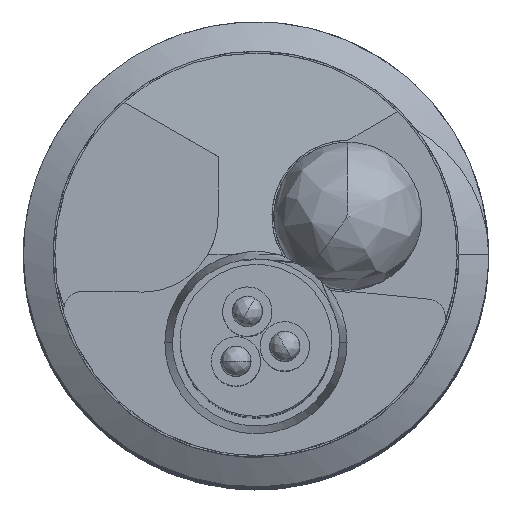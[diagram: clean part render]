
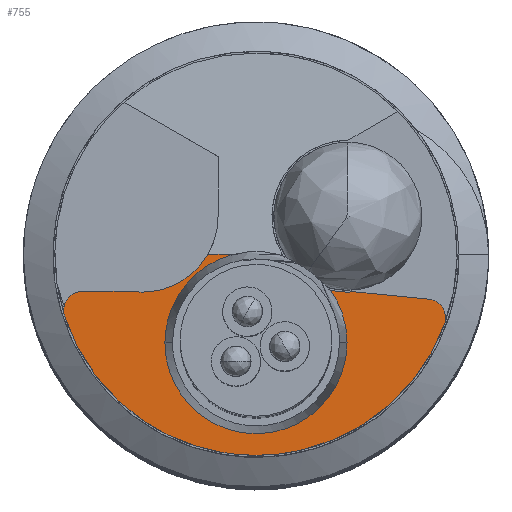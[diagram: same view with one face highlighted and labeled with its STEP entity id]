
A CAD part, top view. The second image highlights one B-rep face of the part: STEP entity #755.
In plain terms, the highlighted free-form (B-spline) face has degree [1, 1] with [2, 2] control points.
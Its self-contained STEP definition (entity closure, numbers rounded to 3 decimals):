
#127=CARTESIAN_POINT('',(-1.268,0.,58.77));
#128=VERTEX_POINT('',#127);
#136=CARTESIAN_POINT('',(-0.575,0.,58.77));
#137=VERTEX_POINT('',#136);
#138=CARTESIAN_POINT('',(-1.268,0.,58.77));
#139=CARTESIAN_POINT('',(-0.575,0.,58.77));
#140=B_SPLINE_CURVE_WITH_KNOTS('',1,(#138,#139),.POLYLINE_FORM.,.F.,.U.,(2,2),(0.,1.),.UNSPECIFIED.);
#141=EDGE_CURVE('',#128,#137,#140,.T.);
#181=CARTESIAN_POINT('',(1.961,-0.947,58.77));
#182=VERTEX_POINT('',#181);
#233=CARTESIAN_POINT('',(-2.4,-2.33,58.77));
#234=VERTEX_POINT('',#233);
#235=CARTESIAN_POINT('',(-0.575,0.,58.77));
#236=CARTESIAN_POINT('',(-2.4,-0.451,58.77));
#237=CARTESIAN_POINT('',(-2.4,-2.33,58.77));
#238=(BOUNDED_CURVE()B_SPLINE_CURVE(2,(#235,#236,#237),.CIRCULAR_ARC.,.F.,.U.)B_SPLINE_CURVE_WITH_KNOTS((3,3),(0.,1.),.UNSPECIFIED.)CURVE()GEOMETRIC_REPRESENTATION_ITEM()RATIONAL_B_SPLINE_CURVE((1.,0.787,1.))REPRESENTATION_ITEM(''));
#239=EDGE_CURVE('',#137,#234,#238,.T.);
#258=CARTESIAN_POINT('',(2.4,-2.33,58.77));
#259=VERTEX_POINT('',#258);
#265=CARTESIAN_POINT('',(2.4,-2.33,58.77));
#266=CARTESIAN_POINT('',(2.4,-1.569,58.77));
#267=CARTESIAN_POINT('',(1.961,-0.947,58.77));
#268=(BOUNDED_CURVE()B_SPLINE_CURVE(2,(#265,#266,#267),.CIRCULAR_ARC.,.F.,.U.)B_SPLINE_CURVE_WITH_KNOTS((3,3),(0.,1.),.UNSPECIFIED.)CURVE()GEOMETRIC_REPRESENTATION_ITEM()RATIONAL_B_SPLINE_CURVE((1.,0.953,1.))REPRESENTATION_ITEM(''));
#269=EDGE_CURVE('',#259,#182,#268,.T.);
#609=CARTESIAN_POINT('',(4.964,-1.856,58.77));
#610=VERTEX_POINT('',#609);
#611=CARTESIAN_POINT('',(0.,-5.3,58.77));
#612=VERTEX_POINT('',#611);
#613=CARTESIAN_POINT('',(4.964,-1.856,58.77));
#614=CARTESIAN_POINT('',(3.677,-5.3,58.77));
#615=CARTESIAN_POINT('',(0.,-5.3,58.77));
#616=(BOUNDED_CURVE()B_SPLINE_CURVE(2,(#613,#614,#615),.CIRCULAR_ARC.,.F.,.U.)B_SPLINE_CURVE_WITH_KNOTS((3,3),(0.,1.),.UNSPECIFIED.)CURVE()GEOMETRIC_REPRESENTATION_ITEM()RATIONAL_B_SPLINE_CURVE((1.,0.822,1.))REPRESENTATION_ITEM(''));
#617=EDGE_CURVE('',#610,#612,#616,.T.);
#673=CARTESIAN_POINT('',(4.545,-1.184,58.77));
#674=VERTEX_POINT('',#673);
#680=CARTESIAN_POINT('',(4.545,-1.184,58.77));
#681=CARTESIAN_POINT('',(4.79,-1.208,58.77));
#682=CARTESIAN_POINT('',(4.92,-1.417,58.77));
#683=CARTESIAN_POINT('',(5.05,-1.626,58.77));
#684=CARTESIAN_POINT('',(4.964,-1.856,58.77));
#685=(BOUNDED_CURVE()B_SPLINE_CURVE(2,(#680,#681,#682,#683,#684),.CIRCULAR_ARC.,.F.,.U.)B_SPLINE_CURVE_WITH_KNOTS((3,2,3),(0.,0.5,1.),.UNSPECIFIED.)CURVE()GEOMETRIC_REPRESENTATION_ITEM()RATIONAL_B_SPLINE_CURVE((1.,0.897,1.,0.897,1.))REPRESENTATION_ITEM(''));
#686=EDGE_CURVE('',#674,#610,#685,.T.);
#691=CARTESIAN_POINT('',(-14.119,14.119,58.77));
#692=CARTESIAN_POINT('',(14.119,14.119,58.77));
#693=CARTESIAN_POINT('',(-14.119,-14.119,58.77));
#694=CARTESIAN_POINT('',(14.119,-14.119,58.77));
#695=B_SPLINE_SURFACE_WITH_KNOTS('',1,1,((#691,#692),(#693,#694)),.PLANE_SURF.,.F.,.F.,.U.,(2,2),(2,2),(0.,1.),(0.,1.),.UNSPECIFIED.);
#696=ORIENTED_EDGE('',*,*,#239,.F.);
#697=ORIENTED_EDGE('',*,*,#141,.F.);
#698=CARTESIAN_POINT('',(-3.289,-0.979,58.77));
#699=VERTEX_POINT('',#698);
#700=CARTESIAN_POINT('',(-1.268,0.,58.77));
#701=CARTESIAN_POINT('',(-1.947,-1.175,58.77));
#702=CARTESIAN_POINT('',(-3.289,-0.979,58.77));
#703=(BOUNDED_CURVE()B_SPLINE_CURVE(2,(#700,#701,#702),.CIRCULAR_ARC.,.F.,.U.)B_SPLINE_CURVE_WITH_KNOTS((3,3),(0.,1.),.UNSPECIFIED.)CURVE()GEOMETRIC_REPRESENTATION_ITEM()RATIONAL_B_SPLINE_CURVE((1.,0.827,1.))REPRESENTATION_ITEM(''));
#704=EDGE_CURVE('',#128,#699,#703,.T.);
#705=ORIENTED_EDGE('',*,*,#704,.T.);
#706=CARTESIAN_POINT('',(-4.566,-0.979,58.77));
#707=VERTEX_POINT('',#706);
#708=CARTESIAN_POINT('',(-3.289,-0.979,58.77));
#709=CARTESIAN_POINT('',(-4.566,-0.979,58.77));
#710=B_SPLINE_CURVE_WITH_KNOTS('',1,(#708,#709),.POLYLINE_FORM.,.F.,.U.,(2,2),(0.,1.),.UNSPECIFIED.);
#711=EDGE_CURVE('',#699,#707,#710,.T.);
#712=ORIENTED_EDGE('',*,*,#711,.T.);
#713=CARTESIAN_POINT('',(-5.042,-1.633,58.77));
#714=VERTEX_POINT('',#713);
#715=CARTESIAN_POINT('',(-4.566,-0.979,58.77));
#716=CARTESIAN_POINT('',(-4.821,-0.979,58.77));
#717=CARTESIAN_POINT('',(-4.971,-1.185,58.77));
#718=CARTESIAN_POINT('',(-5.121,-1.391,58.77));
#719=CARTESIAN_POINT('',(-5.042,-1.633,58.77));
#720=(BOUNDED_CURVE()B_SPLINE_CURVE(2,(#715,#716,#717,#718,#719),.CIRCULAR_ARC.,.F.,.U.)B_SPLINE_CURVE_WITH_KNOTS((3,2,3),(0.,0.5,1.),.UNSPECIFIED.)CURVE()GEOMETRIC_REPRESENTATION_ITEM()RATIONAL_B_SPLINE_CURVE((1.,0.891,1.,0.891,1.))REPRESENTATION_ITEM(''));
#721=EDGE_CURVE('',#707,#714,#720,.T.);
#722=ORIENTED_EDGE('',*,*,#721,.T.);
#723=CARTESIAN_POINT('',(-5.042,-1.633,58.77));
#724=CARTESIAN_POINT('',(-3.855,-5.3,58.77));
#725=CARTESIAN_POINT('',(0.,-5.3,58.77));
#726=(BOUNDED_CURVE()B_SPLINE_CURVE(2,(#723,#724,#725),.CIRCULAR_ARC.,.F.,.U.)B_SPLINE_CURVE_WITH_KNOTS((3,3),(0.,1.),.UNSPECIFIED.)CURVE()GEOMETRIC_REPRESENTATION_ITEM()RATIONAL_B_SPLINE_CURVE((1.,0.809,1.))REPRESENTATION_ITEM(''));
#727=EDGE_CURVE('',#714,#612,#726,.T.);
#728=ORIENTED_EDGE('',*,*,#727,.T.);
#729=ORIENTED_EDGE('',*,*,#617,.F.);
#730=ORIENTED_EDGE('',*,*,#686,.F.);
#731=CARTESIAN_POINT('',(2.607,-0.991,58.77));
#732=VERTEX_POINT('',#731);
#733=CARTESIAN_POINT('',(4.545,-1.184,58.77));
#734=CARTESIAN_POINT('',(2.607,-0.991,58.77));
#735=B_SPLINE_CURVE_WITH_KNOTS('',1,(#733,#734),.POLYLINE_FORM.,.F.,.U.,(2,2),(0.,1.),.UNSPECIFIED.);
#736=EDGE_CURVE('',#674,#732,#735,.T.);
#737=ORIENTED_EDGE('',*,*,#736,.T.);
#738=CARTESIAN_POINT('',(2.607,-0.991,58.77));
#739=CARTESIAN_POINT('',(2.28,-1.022,58.77));
#740=CARTESIAN_POINT('',(1.961,-0.947,58.77));
#741=(BOUNDED_CURVE()B_SPLINE_CURVE(2,(#738,#739,#740),.CIRCULAR_ARC.,.F.,.U.)B_SPLINE_CURVE_WITH_KNOTS((3,3),(0.,1.),.UNSPECIFIED.)CURVE()GEOMETRIC_REPRESENTATION_ITEM()RATIONAL_B_SPLINE_CURVE((1.,0.987,1.))REPRESENTATION_ITEM(''));
#742=EDGE_CURVE('',#732,#182,#741,.T.);
#743=ORIENTED_EDGE('',*,*,#742,.T.);
#744=ORIENTED_EDGE('',*,*,#269,.F.);
#745=CARTESIAN_POINT('',(2.4,-2.33,58.77));
#746=CARTESIAN_POINT('',(2.4,-4.73,58.77));
#747=CARTESIAN_POINT('',(0.,-4.73,58.77));
#748=CARTESIAN_POINT('',(-2.4,-4.73,58.77));
#749=CARTESIAN_POINT('',(-2.4,-2.33,58.77));
#750=(BOUNDED_CURVE()B_SPLINE_CURVE(2,(#745,#746,#747,#748,#749),.CIRCULAR_ARC.,.F.,.U.)B_SPLINE_CURVE_WITH_KNOTS((3,2,3),(0.,0.5,1.),.UNSPECIFIED.)CURVE()GEOMETRIC_REPRESENTATION_ITEM()RATIONAL_B_SPLINE_CURVE((1.,0.707,1.,0.707,1.))REPRESENTATION_ITEM(''));
#751=EDGE_CURVE('',#259,#234,#750,.T.);
#752=ORIENTED_EDGE('',*,*,#751,.T.);
#753=EDGE_LOOP('',(#696,#697,#705,#712,#722,#728,#729,#730,#737,#743,#744,#752));
#754=FACE_OUTER_BOUND('',#753,.T.);
#755=ADVANCED_FACE('',(#754),#695,.T.);
